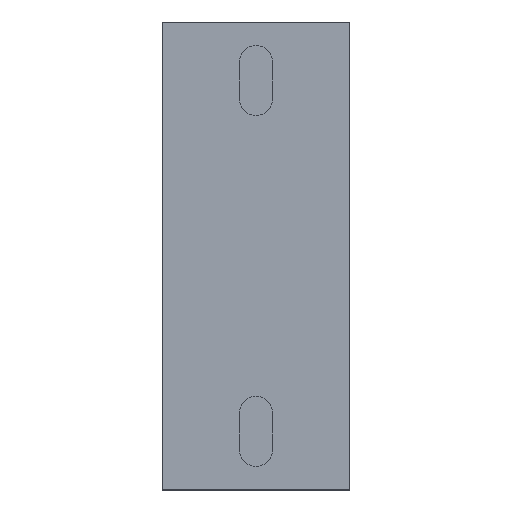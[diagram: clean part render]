
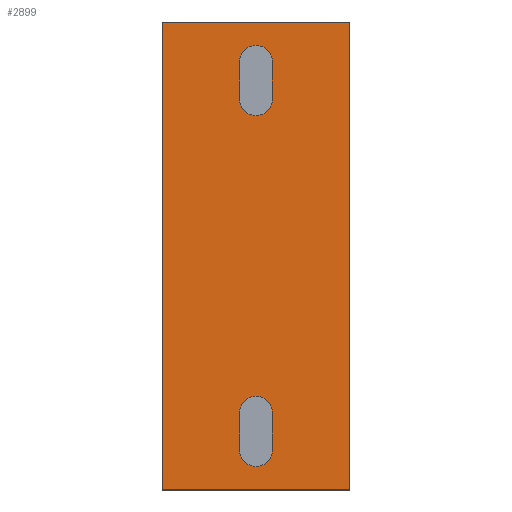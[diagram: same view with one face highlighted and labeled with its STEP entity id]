
A CAD part, top view. The second image highlights one B-rep face of the part: STEP entity #2899.
In plain terms, the highlighted planar face has unit normal (0, 0, 1).
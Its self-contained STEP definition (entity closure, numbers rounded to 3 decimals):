
#233=FACE_OUTER_BOUND('',#331,.T.);
#331=EDGE_LOOP('',(#2592,#2593,#2594,#2595));
#766=LINE('',#4750,#1134);
#772=LINE('',#4761,#1140);
#774=LINE('',#4766,#1142);
#777=LINE('',#4770,#1145);
#1134=VECTOR('',#3752,1.);
#1140=VECTOR('',#3760,1.);
#1142=VECTOR('',#3764,1.);
#1145=VECTOR('',#3769,1.);
#1572=VERTEX_POINT('',#4748);
#1573=VERTEX_POINT('',#4749);
#1577=VERTEX_POINT('',#4759);
#1579=VERTEX_POINT('',#4765);
#2026=EDGE_CURVE('',#1572,#1573,#766,.T.);
#2032=EDGE_CURVE('',#1577,#1572,#772,.T.);
#2034=EDGE_CURVE('',#1579,#1573,#774,.T.);
#2037=EDGE_CURVE('',#1577,#1579,#777,.T.);
#2592=ORIENTED_EDGE('',*,*,#2037,.T.);
#2593=ORIENTED_EDGE('',*,*,#2034,.T.);
#2594=ORIENTED_EDGE('',*,*,#2026,.F.);
#2595=ORIENTED_EDGE('',*,*,#2032,.F.);
#2807=PLANE('',#3093);
#2899=ADVANCED_FACE('',(#233),#2807,.T.);
#3093=AXIS2_PLACEMENT_3D('',#4772,#3772,#3773);
#3752=DIRECTION('',(-1.,0.,0.));
#3760=DIRECTION('',(0.,-1.,0.));
#3764=DIRECTION('',(0.,-1.,0.));
#3769=DIRECTION('',(-1.,0.,0.));
#3772=DIRECTION('center_axis',(0.,0.,1.));
#3773=DIRECTION('ref_axis',(1.,0.,0.));
#4748=CARTESIAN_POINT('',(81.415,-51.752,998.059));
#4749=CARTESIAN_POINT('',(1.415,-51.752,998.059));
#4750=CARTESIAN_POINT('',(81.415,-51.752,998.059));
#4759=CARTESIAN_POINT('',(81.415,148.248,998.059));
#4761=CARTESIAN_POINT('',(81.415,-1.752,998.059));
#4765=CARTESIAN_POINT('',(1.415,148.248,998.059));
#4766=CARTESIAN_POINT('',(1.415,-1.752,998.059));
#4770=CARTESIAN_POINT('',(1.415,148.248,998.059));
#4772=CARTESIAN_POINT('Origin',(41.415,73.248,998.059));
